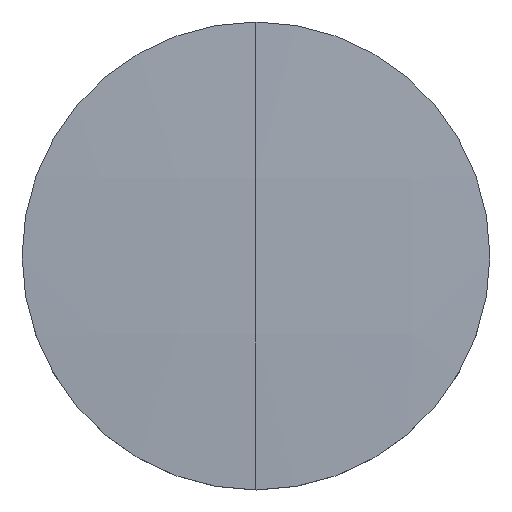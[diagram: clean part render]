
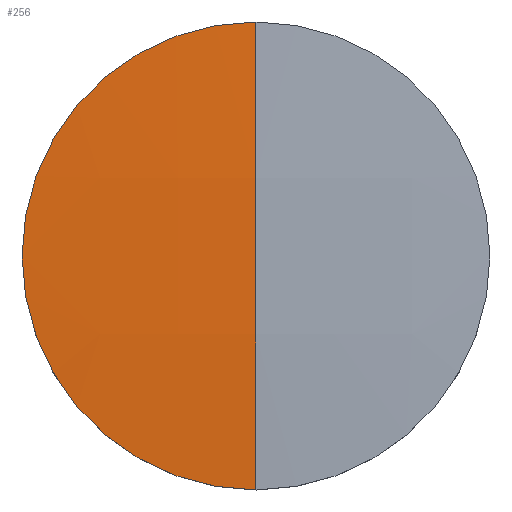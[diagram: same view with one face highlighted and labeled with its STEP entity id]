
A CAD part, top view. The second image highlights one B-rep face of the part: STEP entity #256.
In plain terms, the highlighted free-form (B-spline) face has degree [3, 3] with [4, 4] control points.
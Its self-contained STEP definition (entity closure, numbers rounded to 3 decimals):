
#12 = VERTEX_POINT ( 'NONE', #257 ) ;
#17 = CARTESIAN_POINT ( 'NONE',  ( -6.38, -6.426, 1.683 ) ) ;
#20 = CARTESIAN_POINT ( 'NONE',  ( -2.128, -6.426, 1.84 ) ) ;
#34 = DIRECTION ( 'NONE',  ( 0., 0., -1. ) ) ;
#37 = DIRECTION ( 'NONE',  ( 1., 0., 0. ) ) ;
#38 =( BOUNDED_SURFACE ( )  B_SPLINE_SURFACE ( 3, 3, ( 
 ( #235, #20, #62, #17 ),
 ( #43, #63, #41, #42 ),
 ( #212, #89, #126, #249 ),
 ( #271, #103, #92, #142 ) ),
 .UNSPECIFIED., .F., .F., .F. ) 
 B_SPLINE_SURFACE_WITH_KNOTS ( ( 4, 4 ),
 ( 4, 4 ),
 ( 0., 1. ),
 ( 0., 1. ),
 .UNSPECIFIED. ) 
 GEOMETRIC_REPRESENTATION_ITEM ( )  RATIONAL_B_SPLINE_SURFACE ( (
 ( 1., 1., 1., 1.),
 ( 0.999, 0.999, 0.999, 0.999),
 ( 0.999, 0.999, 0.999, 0.999),
 ( 1., 1., 1., 1.) ) ) 
 REPRESENTATION_ITEM ( '' )  SURFACE ( )  );
#41 = CARTESIAN_POINT ( 'NONE',  ( -4.262, -2.144, 2.001 ) ) ;
#42 = CARTESIAN_POINT ( 'NONE',  ( -6.391, -2.144, 1.895 ) ) ;
#43 = CARTESIAN_POINT ( 'NONE',  ( 0., -2.144, 2.053 ) ) ;
#44 = VERTEX_POINT ( 'NONE', #152 ) ;
#59 = CARTESIAN_POINT ( 'NONE',  ( 0., 0., 1.844 ) ) ;
#62 = CARTESIAN_POINT ( 'NONE',  ( -4.255, -6.426, 1.788 ) ) ;
#63 = CARTESIAN_POINT ( 'NONE',  ( -2.131, -2.144, 2.053 ) ) ;
#75 = AXIS2_PLACEMENT_3D ( 'NONE', #59, #80, #37 ) ;
#80 = DIRECTION ( 'NONE',  ( 0., 0., -1. ) ) ;
#85 = DIRECTION ( 'NONE',  ( 0., -1., 0. ) ) ;
#89 = CARTESIAN_POINT ( 'NONE',  ( -2.131, 2.144, 2.053 ) ) ;
#92 = CARTESIAN_POINT ( 'NONE',  ( -4.255, 6.426, 1.788 ) ) ;
#103 = CARTESIAN_POINT ( 'NONE',  ( -2.128, 6.426, 1.84 ) ) ;
#112 = EDGE_CURVE ( 'NONE', #283, #12, #262, .T. ) ;
#123 = EDGE_LOOP ( 'NONE', ( #216, #239, #137 ) ) ;
#126 = CARTESIAN_POINT ( 'NONE',  ( -4.262, 2.144, 2.001 ) ) ;
#129 = EDGE_CURVE ( 'NONE', #12, #44, #225, .T. ) ;
#133 = DIRECTION ( 'NONE',  ( 1., 0., 0. ) ) ;
#137 = ORIENTED_EDGE ( 'NONE', *, *, #129, .F. ) ;
#138 = AXIS2_PLACEMENT_3D ( 'NONE', #261, #34, #133 ) ;
#142 = CARTESIAN_POINT ( 'NONE',  ( -6.38, 6.426, 1.683 ) ) ;
#143 = CARTESIAN_POINT ( 'NONE',  ( 0., -6.35, 1.844 ) ) ;
#152 = CARTESIAN_POINT ( 'NONE',  ( 0., 6.35, 1.844 ) ) ;
#172 = EDGE_CURVE ( 'NONE', #283, #44, #252, .T. ) ;
#207 = CARTESIAN_POINT ( 'NONE',  ( 0., 0., -127.3 ) ) ;
#212 = CARTESIAN_POINT ( 'NONE',  ( 0., 2.144, 2.053 ) ) ;
#216 = ORIENTED_EDGE ( 'NONE', *, *, #112, .F. ) ;
#225 = CIRCLE ( 'NONE', #75, 6.35 ) ;
#235 = CARTESIAN_POINT ( 'NONE',  ( 0., -6.426, 1.84 ) ) ;
#239 = ORIENTED_EDGE ( 'NONE', *, *, #172, .T. ) ;
#249 = CARTESIAN_POINT ( 'NONE',  ( -6.391, 2.144, 1.895 ) ) ;
#252 = CIRCLE ( 'NONE', #293, 129.3 ) ;
#256 = ADVANCED_FACE ( 'NONE', ( #295 ), #38, .T. ) ;
#257 = CARTESIAN_POINT ( 'NONE',  ( -6.35, 0., 1.844 ) ) ;
#261 = CARTESIAN_POINT ( 'NONE',  ( 0., 0., 1.844 ) ) ;
#262 = CIRCLE ( 'NONE', #138, 6.35 ) ;
#264 = DIRECTION ( 'NONE',  ( -1., 0., 0. ) ) ;
#271 = CARTESIAN_POINT ( 'NONE',  ( 0., 6.426, 1.84 ) ) ;
#283 = VERTEX_POINT ( 'NONE', #143 ) ;
#293 = AXIS2_PLACEMENT_3D ( 'NONE', #207, #264, #85 ) ;
#295 = FACE_OUTER_BOUND ( 'NONE', #123, .T. ) ;
